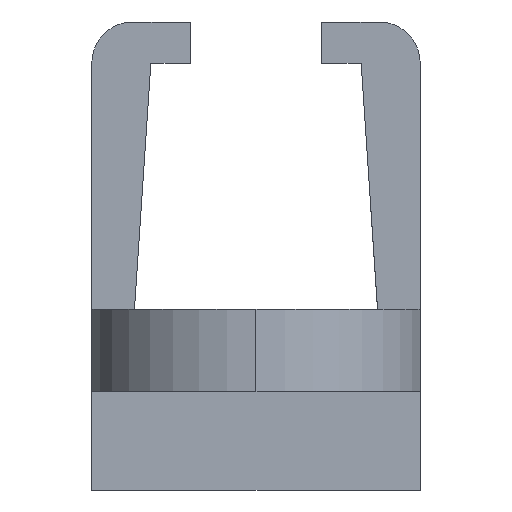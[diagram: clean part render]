
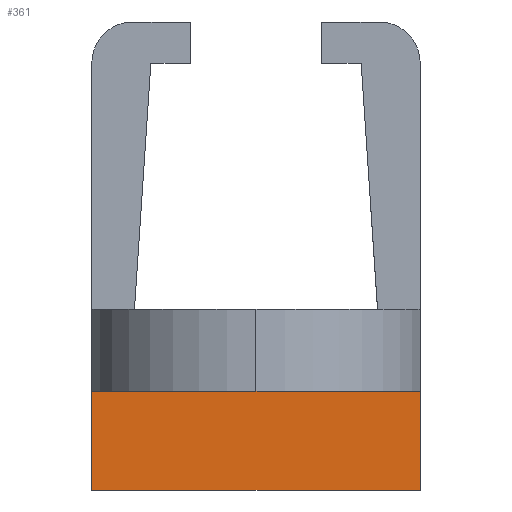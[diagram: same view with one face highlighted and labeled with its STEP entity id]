
A CAD part, left-side view. The second image highlights one B-rep face of the part: STEP entity #361.
In plain terms, the highlighted planar face has unit normal (-1, 0, 0).
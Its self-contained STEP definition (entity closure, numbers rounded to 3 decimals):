
#29 = EDGE_CURVE ( 'NONE', #2855, #73, #2765, .T. ) ;
#73 = VERTEX_POINT ( 'NONE', #241 ) ;
#209 = VERTEX_POINT ( 'NONE', #903 ) ;
#210 = AXIS2_PLACEMENT_3D ( 'NONE', #2430, #934, #567 ) ;
#241 = CARTESIAN_POINT ( 'NONE',  ( -76.016, 20., 0. ) ) ;
#287 = LINE ( 'NONE', #349, #2678 ) ;
#331 = EDGE_CURVE ( 'NONE', #745, #209, #2887, .T. ) ;
#349 = CARTESIAN_POINT ( 'NONE',  ( -76.016, 36.971, -12. ) ) ;
#351 = CARTESIAN_POINT ( 'NONE',  ( -76.016, -20., 0. ) ) ;
#361 = ADVANCED_FACE ( 'NONE', ( #499 ), #1501, .T. ) ;
#460 = ORIENTED_EDGE ( 'NONE', *, *, #331, .F. ) ;
#480 = ORIENTED_EDGE ( 'NONE', *, *, #29, .F. ) ;
#499 = FACE_OUTER_BOUND ( 'NONE', #629, .T. ) ;
#567 = DIRECTION ( 'NONE',  ( 0., 0., 1. ) ) ;
#592 = DIRECTION ( 'NONE',  ( 0., -1., 0. ) ) ;
#629 = EDGE_LOOP ( 'NONE', ( #480, #1220, #460, #1560 ) ) ;
#745 = VERTEX_POINT ( 'NONE', #2951 ) ;
#873 = CARTESIAN_POINT ( 'NONE',  ( -76.016, 36.971, 0. ) ) ;
#903 = CARTESIAN_POINT ( 'NONE',  ( -76.016, -20., -12. ) ) ;
#932 = EDGE_CURVE ( 'NONE', #73, #745, #2031, .T. ) ;
#934 = DIRECTION ( 'NONE',  ( -1., 0., 0. ) ) ;
#1152 = EDGE_CURVE ( 'NONE', #2855, #209, #287, .T. ) ;
#1220 = ORIENTED_EDGE ( 'NONE', *, *, #1152, .T. ) ;
#1416 = VECTOR ( 'NONE', #2261, 1000. ) ;
#1436 = DIRECTION ( 'NONE',  ( 0., 0., 1. ) ) ;
#1501 = PLANE ( 'NONE',  #210 ) ;
#1524 = VECTOR ( 'NONE', #1436, 1000. ) ;
#1560 = ORIENTED_EDGE ( 'NONE', *, *, #932, .F. ) ;
#1788 = VECTOR ( 'NONE', #1947, 1000. ) ;
#1947 = DIRECTION ( 'NONE',  ( 0., 0., -1. ) ) ;
#2031 = LINE ( 'NONE', #873, #1416 ) ;
#2068 = CARTESIAN_POINT ( 'NONE',  ( -76.016, 20., -12. ) ) ;
#2261 = DIRECTION ( 'NONE',  ( 0., -1., 0. ) ) ;
#2373 = CARTESIAN_POINT ( 'NONE',  ( -76.016, 20., 0. ) ) ;
#2430 = CARTESIAN_POINT ( 'NONE',  ( -76.016, 36.971, 0. ) ) ;
#2678 = VECTOR ( 'NONE', #592, 1000. ) ;
#2765 = LINE ( 'NONE', #2373, #1524 ) ;
#2855 = VERTEX_POINT ( 'NONE', #2068 ) ;
#2887 = LINE ( 'NONE', #351, #1788 ) ;
#2951 = CARTESIAN_POINT ( 'NONE',  ( -76.016, -20., 0. ) ) ;
